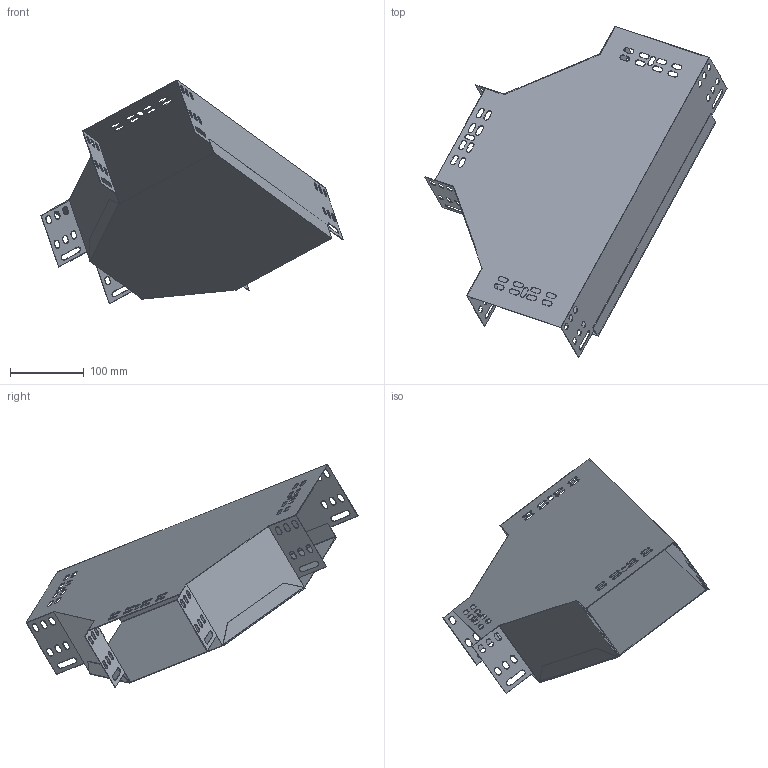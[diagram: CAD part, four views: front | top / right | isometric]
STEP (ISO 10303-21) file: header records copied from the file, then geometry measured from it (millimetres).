
FILE_DESCRIPTION (( 'STEP AP203' ), '1' );
FILE_NAME ('CLP1T-100-150-M-HDZ Ðàçâåòâèòåëü Ò-îáðàçíûé 100õ150 IEK HDZ.STEP', '2016-02-24T11:34:12', ( '' ), ( '' ), 'SwSTEP 2.0', 'SolidWorks 2014', '' );
FILE_SCHEMA (( 'CONFIG_CONTROL_DESIGN' ));
Length unit declared in the file: millimetre
Products named in the file (1): CLP1T-100-150-M-HDZ Ðàçâåòâèòåëü Ò-îáðàçíûé 100õ150 IEK HDZ
Bounding box: 409.44 x 449.79 x 303.21 mm (x, y, z)
Volume: 214085.7 mm3; surface area: 539819.1 mm2
Topology: 2 solids, 2 shells, 344 faces, 1010 edges, 670 vertices
Faces by surface type: plane 206, cylinder 138
Entity records: 11801 total; most frequent: CARTESIAN_POINT 2025, ORIENTED_EDGE 2020, DIRECTION 1976, EDGE_CURVE 1010, VECTOR 734, LINE 734, VERTEX_POINT 670, AXIS2_PLACEMENT_3D 621
